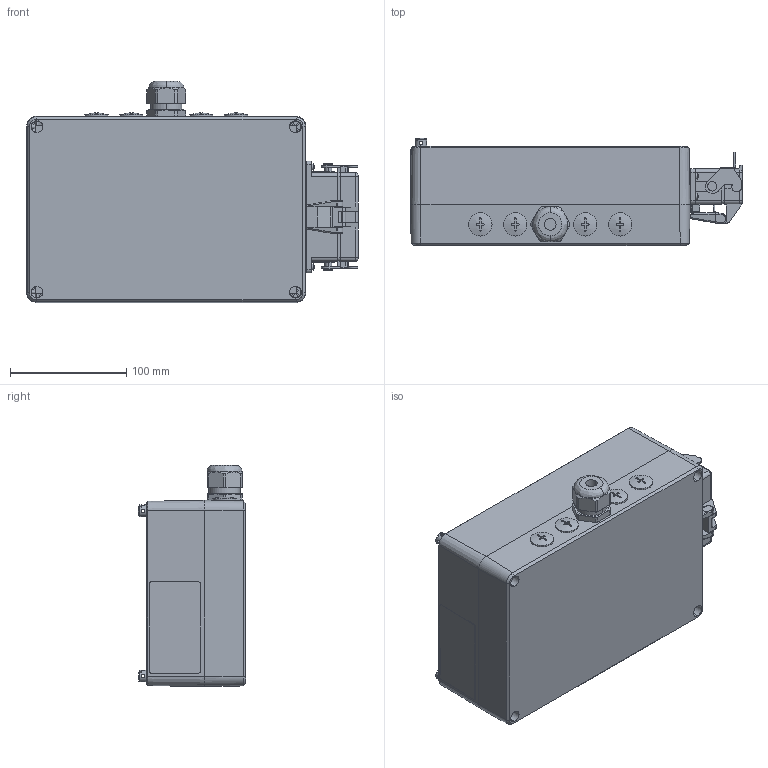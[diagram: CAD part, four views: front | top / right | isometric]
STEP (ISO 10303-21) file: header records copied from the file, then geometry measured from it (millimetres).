
FILE_DESCRIPTION (( 'STEP AP214' ), '1' );
FILE_NAME ('MFLOW-A1_MFLOW-GD1_350980.STEP', '2015-02-27T08:03:44', ( 'Admin1' ), ( '' ), 'SwSTEP 2.0', 'SolidWorks 2014', '' );
FILE_SCHEMA (( 'AUTOMOTIVE_DESIGN' ));
Length unit declared in the file: millimetre
Products named in the file (1): MFLOW-A1_MFLOW-GD1_350980
Bounding box: 285.1 x 91.99 x 189.97 mm (x, y, z)
Surface area: 193022.3 mm2 (no closed solid volume)
Topology: 0 solids, 129 shells, 1095 faces, 5373 edges, 4294 vertices
Faces by surface type: plane 712, cylinder 216, bspline 104, cone 39, torus 16, sphere 8
Entity records: 80965 total; most frequent: CARTESIAN_POINT 29896, ORIENTED_EDGE 7241, DIRECTION 6837, EDGE_CURVE 5370, VERTEX_POINT 4294, VECTOR 3389, LINE 3389, AXIS2_PLACEMENT_3D 1724
